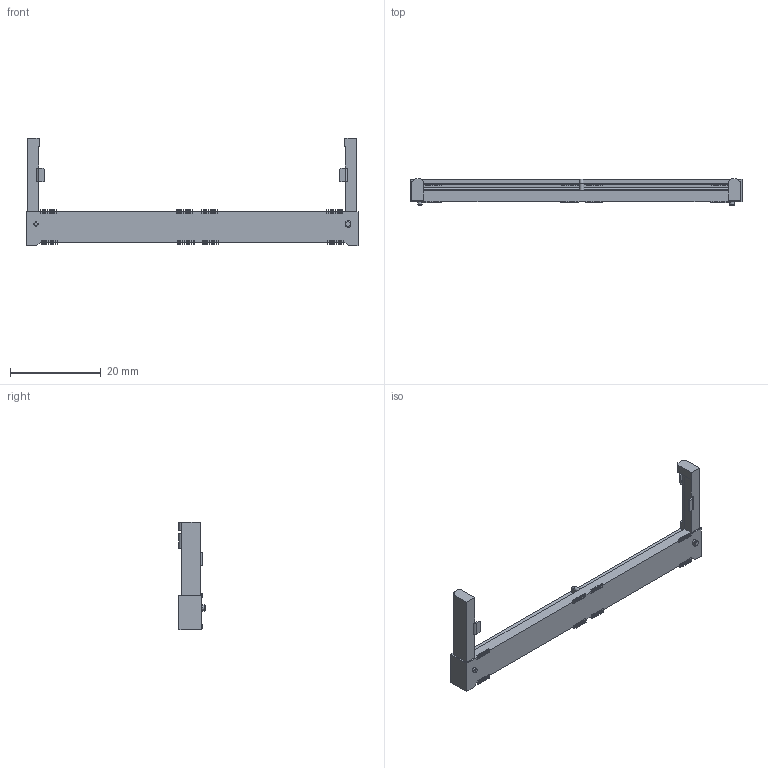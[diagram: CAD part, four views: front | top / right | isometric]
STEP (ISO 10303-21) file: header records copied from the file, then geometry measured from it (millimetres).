
FILE_DESCRIPTION((''),'2;1');
FILE_NAME('10161033C','2021-11-08T',('WuGo'),('AFCI'),'CREO PARAMETRIC BY PTC INC, 2016130','CREO PARAMETRIC BY PTC INC, 2016130','');
FILE_SCHEMA(('CONFIG_CONTROL_DESIGN'));
Products named in the file (1): 10161033C
Bounding box: 73.2 x 5.75 x 23.79 mm (x, y, z)
Volume: 2187.8 mm3; surface area: 2726.1 mm2
Topology: 1 solids, 1 shells, 1894 faces, 5002 edges, 3185 vertices
Faces by surface type: plane 913, cylinder 590, torus 385, cone 4, bspline 2
Entity records: 59247 total; most frequent: CARTESIAN_POINT 11827, ORIENTED_EDGE 10004, DIRECTION 9979, EDGE_CURVE 5002, AXIS2_PLACEMENT_3D 3503, VERTEX_POINT 3185, VECTOR 2973, LINE 2973
